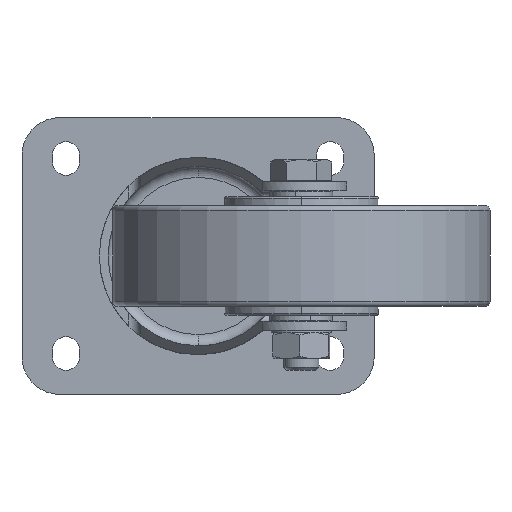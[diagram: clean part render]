
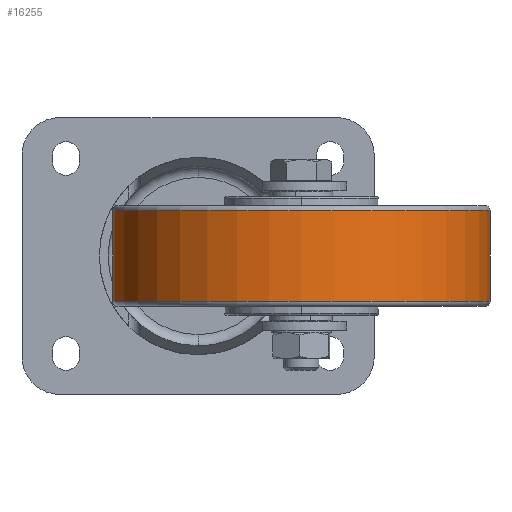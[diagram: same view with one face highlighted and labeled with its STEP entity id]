
A CAD part, front view. The second image highlights one B-rep face of the part: STEP entity #16255.
In plain terms, the highlighted cylindrical face has radius 75 mm (diameter 150 mm), a partial arc.
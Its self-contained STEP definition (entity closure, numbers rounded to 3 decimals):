
#5 = LINE ( 'NONE', #4277, #14193 ) ;
#140 = CARTESIAN_POINT ( 'NONE',  ( -34., -110., -6.913 ) ) ;
#617 = EDGE_CURVE ( 'NONE', #15869, #8537, #4025, .T. ) ;
#770 = AXIS2_PLACEMENT_3D ( 'NONE', #8138, #6697, #13989 ) ;
#1236 = AXIS2_PLACEMENT_3D ( 'NONE', #17976, #6570, #5024 ) ;
#1422 = LINE ( 'NONE', #140, #15847 ) ;
#1781 = AXIS2_PLACEMENT_3D ( 'NONE', #15328, #5235, #15241 ) ;
#3792 = FACE_OUTER_BOUND ( 'NONE', #11233, .T. ) ;
#4025 = CIRCLE ( 'NONE', #1236, 75. ) ;
#4042 = VERTEX_POINT ( 'NONE', #14394 ) ;
#4277 = CARTESIAN_POINT ( 'NONE',  ( 116., -110., -6.913 ) ) ;
#5024 = DIRECTION ( 'NONE',  ( -1., 0., 0. ) ) ;
#5235 = DIRECTION ( 'NONE',  ( 0., 0., 1. ) ) ;
#6041 = EDGE_CURVE ( 'NONE', #15869, #4042, #5, .T. ) ;
#6317 = ORIENTED_EDGE ( 'NONE', *, *, #13910, .T. ) ;
#6570 = DIRECTION ( 'NONE',  ( 0., 0., -1. ) ) ;
#6697 = DIRECTION ( 'NONE',  ( 0., 0., -1. ) ) ;
#7277 = ORIENTED_EDGE ( 'NONE', *, *, #6041, .F. ) ;
#7654 = CIRCLE ( 'NONE', #1781, 75. ) ;
#8138 = CARTESIAN_POINT ( 'NONE',  ( 41., -110., -6.913 ) ) ;
#8537 = VERTEX_POINT ( 'NONE', #11550 ) ;
#9738 = ORIENTED_EDGE ( 'NONE', *, *, #12397, .T. ) ;
#11136 = CYLINDRICAL_SURFACE ( 'NONE', #770, 75. ) ;
#11233 = EDGE_LOOP ( 'NONE', ( #7277, #17667, #6317, #9738 ) ) ;
#11528 = CARTESIAN_POINT ( 'NONE',  ( -34., -110., -18. ) ) ;
#11550 = CARTESIAN_POINT ( 'NONE',  ( -34., -110., 18. ) ) ;
#12397 = EDGE_CURVE ( 'NONE', #14671, #4042, #7654, .T. ) ;
#13413 = DIRECTION ( 'NONE',  ( 0., 0., -1. ) ) ;
#13910 = EDGE_CURVE ( 'NONE', #8537, #14671, #1422, .T. ) ;
#13989 = DIRECTION ( 'NONE',  ( -1., 0., 0. ) ) ;
#14193 = VECTOR ( 'NONE', #13413, 1000. ) ;
#14394 = CARTESIAN_POINT ( 'NONE',  ( 116., -110., -18. ) ) ;
#14671 = VERTEX_POINT ( 'NONE', #11528 ) ;
#15241 = DIRECTION ( 'NONE',  ( 1., 0., 0. ) ) ;
#15328 = CARTESIAN_POINT ( 'NONE',  ( 41., -110., -18. ) ) ;
#15847 = VECTOR ( 'NONE', #18999, 1000. ) ;
#15869 = VERTEX_POINT ( 'NONE', #17479 ) ;
#16255 = ADVANCED_FACE ( 'NONE', ( #3792 ), #11136, .T. ) ;
#17479 = CARTESIAN_POINT ( 'NONE',  ( 116., -110., 18. ) ) ;
#17667 = ORIENTED_EDGE ( 'NONE', *, *, #617, .T. ) ;
#17976 = CARTESIAN_POINT ( 'NONE',  ( 41., -110., 18. ) ) ;
#18999 = DIRECTION ( 'NONE',  ( 0., 0., -1. ) ) ;
